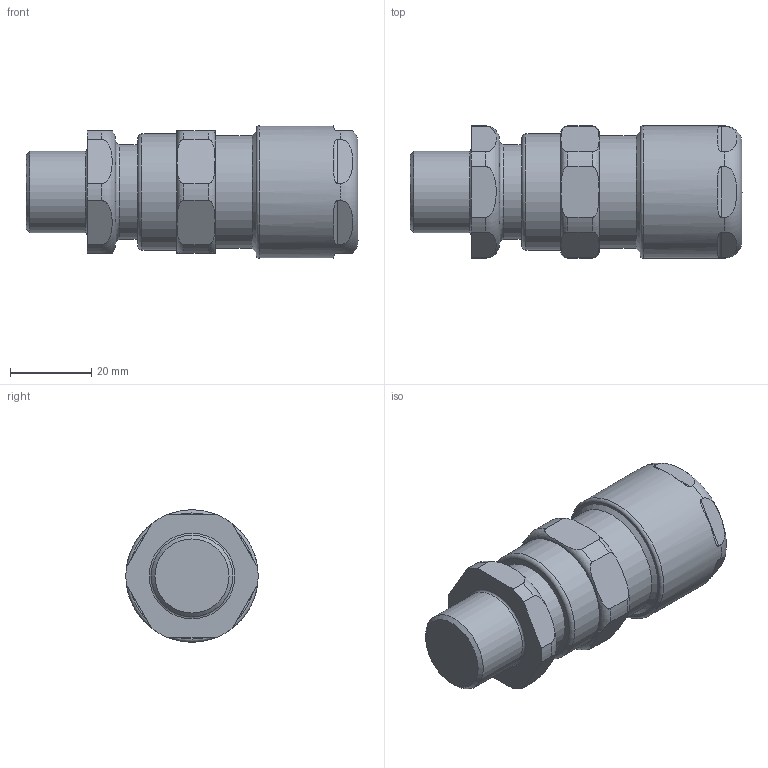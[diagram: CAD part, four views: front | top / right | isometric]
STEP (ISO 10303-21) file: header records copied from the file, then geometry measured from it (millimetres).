
FILE_DESCRIPTION(/* description */ (''),/* implementation_level */ '2;1');
FILE_NAME(/* name */ '453_RAC_X A.stp',/* time_stamp */ '2021-05-05T00:15:09+06:00',/* author */ ('vinaykumark'),/* organization */ (''),/* preprocessor_version */ 'ST-DEVELOPER v18',/* originating_system */ 'Autodesk Inventor 2020',/* authorisation */ '');
FILE_SCHEMA (('AUTOMOTIVE_DESIGN { 1 0 10303 214 3 1 1 }'));
Length unit declared in the file: inch
Products named in the file (1): 453_RAC_X A
Bounding box: 81.56 x 32.5 x 32.5 mm (x, y, z)
Volume: 73111.2 mm3; surface area: 24626.3 mm2
Topology: 9 solids, 9 shells, 440 faces, 1275 edges, 855 vertices
Faces by surface type: torus 164, cylinder 107, plane 92, cone 75, sphere 2
Full cylindrical faces by diameter (mm): 0.6 x6, 14.3 x1, 20 x1, 20.75 x1, 20.9 x2, 21 x1, 23 x4, 23.3 x1, 23.5 x1, 24.5 x1, 25.4 x1, 27.7 x1, 28.5 x1, 28.55 x1, 30 x1, 32.5 x1
Entity records: 18012 total; most frequent: CARTESIAN_POINT 6252, ORIENTED_EDGE 2546, DIRECTION 2312, EDGE_CURVE 1273, AXIS2_PLACEMENT_3D 1023, VERTEX_POINT 855, CIRCLE 582, EDGE_LOOP 448
